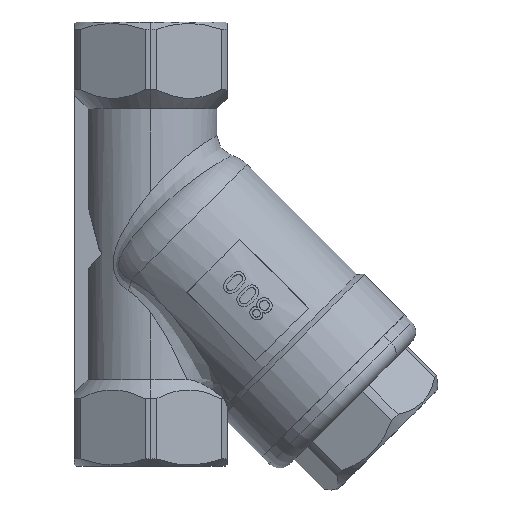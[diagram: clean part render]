
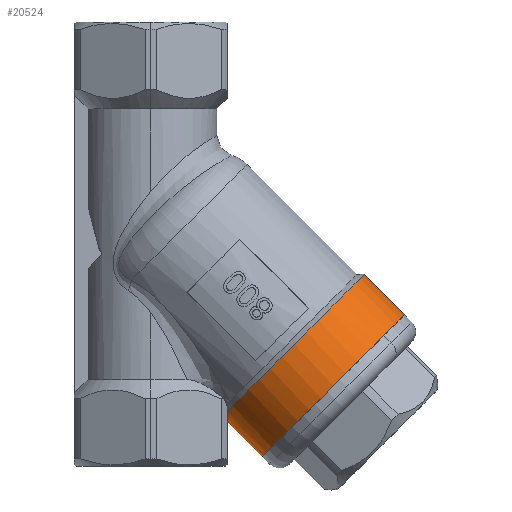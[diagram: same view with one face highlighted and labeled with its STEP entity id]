
A CAD part, left-side view. The second image highlights one B-rep face of the part: STEP entity #20524.
In plain terms, the highlighted cylindrical face has radius 14.5 mm (diameter 29 mm), a partial arc.
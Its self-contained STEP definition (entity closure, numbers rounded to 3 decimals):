
#353 = CARTESIAN_POINT ( 'NONE',  ( 0., -11., -25.606 ) ) ;
#651 = VERTEX_POINT ( 'NONE', #18866 ) ;
#1151 = EDGE_LOOP ( 'NONE', ( #2179, #11836, #3688, #29820, #7638, #5065 ) ) ;
#1194 = DIRECTION ( 'NONE',  ( 0., -0.707, -0.707 ) ) ;
#1289 = DIRECTION ( 'NONE',  ( 0., 0.707, 0.707 ) ) ;
#2179 = ORIENTED_EDGE ( 'NONE', *, *, #20822, .F. ) ;
#2401 = CARTESIAN_POINT ( 'NONE',  ( 0., -9.546, -24.152 ) ) ;
#3003 = CARTESIAN_POINT ( 'NONE',  ( -5.406, -10.992, -24.12 ) ) ;
#3123 = CARTESIAN_POINT ( 'NONE',  ( 0., -36.557, -10.151 ) ) ;
#3688 = ORIENTED_EDGE ( 'NONE', *, *, #32334, .F. ) ;
#4253 = LINE ( 'NONE', #2401, #7555 ) ;
#4362 = CARTESIAN_POINT ( 'NONE',  ( -5.391, -11., -24.136 ) ) ;
#5065 = ORIENTED_EDGE ( 'NONE', *, *, #20944, .T. ) ;
#5524 = CARTESIAN_POINT ( 'NONE',  ( 0., -30.759, -4.353 ) ) ;
#6211 = AXIS2_PLACEMENT_3D ( 'NONE', #16896, #1289, #19531 ) ;
#7174 = CARTESIAN_POINT ( 'NONE',  ( -1.852, -11., -25.606 ) ) ;
#7204 = VERTEX_POINT ( 'NONE', #353 ) ;
#7219 = VERTEX_POINT ( 'NONE', #3003 ) ;
#7555 = VECTOR ( 'NONE', #17996, 1000. ) ;
#7638 = ORIENTED_EDGE ( 'NONE', *, *, #15188, .T. ) ;
#7811 = VECTOR ( 'NONE', #8243, 1000. ) ;
#8243 = DIRECTION ( 'NONE',  ( 0., -0.707, -0.707 ) ) ;
#9595 = AXIS2_PLACEMENT_3D ( 'NONE', #30485, #14895, #33083 ) ;
#9766 = CARTESIAN_POINT ( 'NONE',  ( -3.671, -11., -25.11 ) ) ;
#10150 = VERTEX_POINT ( 'NONE', #5524 ) ;
#10247 = CYLINDRICAL_SURFACE ( 'NONE', #16199, 14.5 ) ;
#11564 = DIRECTION ( 'NONE',  ( 0., 0.707, -0.707 ) ) ;
#11836 = ORIENTED_EDGE ( 'NONE', *, *, #33647, .T. ) ;
#14817 = CARTESIAN_POINT ( 'NONE',  ( -5.406, -10.992, -24.12 ) ) ;
#14895 = DIRECTION ( 'NONE',  ( 0., -0.707, -0.707 ) ) ;
#15188 = EDGE_CURVE ( 'NONE', #7204, #21817, #4253, .T. ) ;
#15536 = LINE ( 'NONE', #15608, #7811 ) ;
#15608 = CARTESIAN_POINT ( 'NONE',  ( 0., -30.052, -3.646 ) ) ;
#16199 = AXIS2_PLACEMENT_3D ( 'NONE', #16912, #1194, #11564 ) ;
#16313 = VERTEX_POINT ( 'NONE', #3123 ) ;
#16453 = B_SPLINE_CURVE_WITH_KNOTS ( 'NONE', 3,
 ( #4362, #25213, #30410, #14817 ),
 .UNSPECIFIED., .F., .F.,
 ( 4, 4 ),
 ( 0.014, 0.014 ),
 .UNSPECIFIED. ) ;
#16896 = CARTESIAN_POINT ( 'NONE',  ( 0., -26.304, -20.404 ) ) ;
#16912 = CARTESIAN_POINT ( 'NONE',  ( 0., -19.799, -13.899 ) ) ;
#17996 = DIRECTION ( 'NONE',  ( 0., -0.707, -0.707 ) ) ;
#18866 = CARTESIAN_POINT ( 'NONE',  ( -5.391, -11., -24.136 ) ) ;
#19531 = DIRECTION ( 'NONE',  ( 0., 0.707, -0.707 ) ) ;
#20524 = ADVANCED_FACE ( 'NONE', ( #24118 ), #10247, .T. ) ;
#20822 = EDGE_CURVE ( 'NONE', #10150, #16313, #15536, .T. ) ;
#20944 = EDGE_CURVE ( 'NONE', #21817, #16313, #26974, .T. ) ;
#21053 =( BOUNDED_CURVE ( )  B_SPLINE_CURVE ( 3, ( #32523, #7174, #9766, #27993 ),
 .UNSPECIFIED., .F., .F. ) 
 B_SPLINE_CURVE_WITH_KNOTS ( ( 4, 4 ),
 ( 0., 0.381 ),
 .UNSPECIFIED. ) 
 CURVE ( )  GEOMETRIC_REPRESENTATION_ITEM ( )  RATIONAL_B_SPLINE_CURVE ( ( 1., 0.988, 0.988, 1. ) ) 
 REPRESENTATION_ITEM ( '' )  );
#21817 = VERTEX_POINT ( 'NONE', #25513 ) ;
#24118 = FACE_OUTER_BOUND ( 'NONE', #1151, .T. ) ;
#25213 = CARTESIAN_POINT ( 'NONE',  ( -5.396, -10.997, -24.131 ) ) ;
#25513 = CARTESIAN_POINT ( 'NONE',  ( 0., -16.051, -30.657 ) ) ;
#26974 = CIRCLE ( 'NONE', #6211, 14.5 ) ;
#27993 = CARTESIAN_POINT ( 'NONE',  ( -5.391, -11., -24.136 ) ) ;
#29004 = CIRCLE ( 'NONE', #9595, 14.5 ) ;
#29820 = ORIENTED_EDGE ( 'NONE', *, *, #33687, .F. ) ;
#30410 = CARTESIAN_POINT ( 'NONE',  ( -5.401, -10.995, -24.125 ) ) ;
#30485 = CARTESIAN_POINT ( 'NONE',  ( 0., -20.506, -14.606 ) ) ;
#32334 = EDGE_CURVE ( 'NONE', #651, #7219, #16453, .T. ) ;
#32523 = CARTESIAN_POINT ( 'NONE',  ( 0., -11., -25.606 ) ) ;
#33083 = DIRECTION ( 'NONE',  ( 0., 0.707, -0.707 ) ) ;
#33647 = EDGE_CURVE ( 'NONE', #10150, #7219, #29004, .T. ) ;
#33687 = EDGE_CURVE ( 'NONE', #7204, #651, #21053, .T. ) ;
